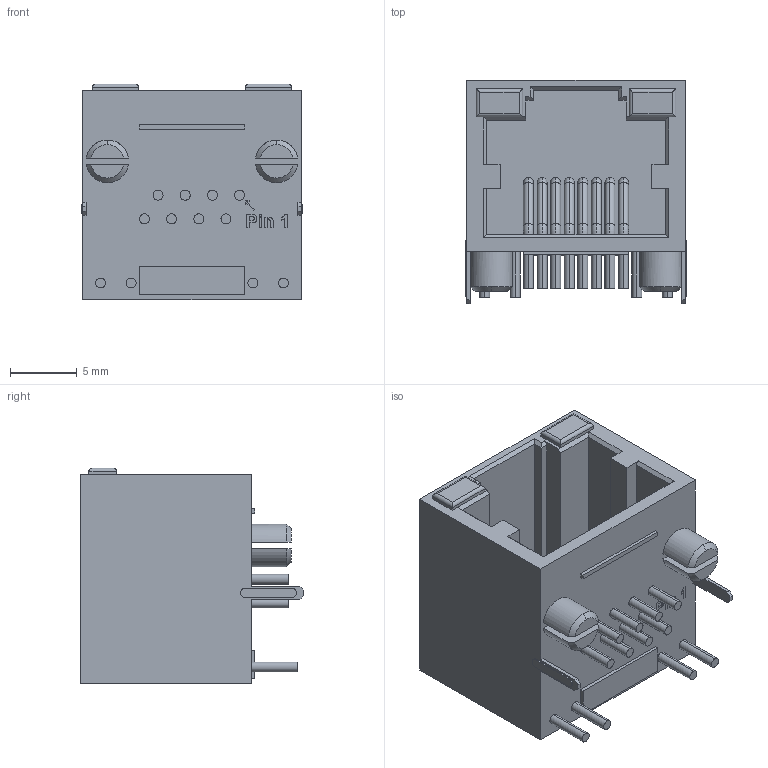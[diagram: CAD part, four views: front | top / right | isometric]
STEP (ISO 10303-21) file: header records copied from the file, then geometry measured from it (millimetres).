
FILE_DESCRIPTION (( 'STEP AP214' ), '1' );
FILE_NAME ('9FEBB658-D5D7-4F69-B463-E2A9BD8C2E1C.STEP', '2024-02-07T17:49:39', ( '' ), ( '' ), 'SwSTEP 2.0', 'SolidWorks 2022', '' );
FILE_SCHEMA (( 'AUTOMOTIVE_DESIGN' ));
Length unit declared in the file: millimetre
Products named in the file (1): 9FEBB658-D5D7-4F69-B463-E2A9BD8C2E1C
Bounding box: 16.6 x 16.78 x 16.2 mm (x, y, z)
Volume: 1527 mm3; surface area: 2512.9 mm2
Topology: 1 solids, 1 shells, 315 faces, 739 edges, 454 vertices
Faces by surface type: plane 142, cylinder 106, torus 48, bspline 13, cone 6
Entity records: 13035 total; most frequent: CARTESIAN_POINT 2282, DIRECTION 1555, ORIENTED_EDGE 1478, EDGE_CURVE 739, AXIS2_PLACEMENT_3D 555, VERTEX_POINT 454, VECTOR 445, LINE 445
